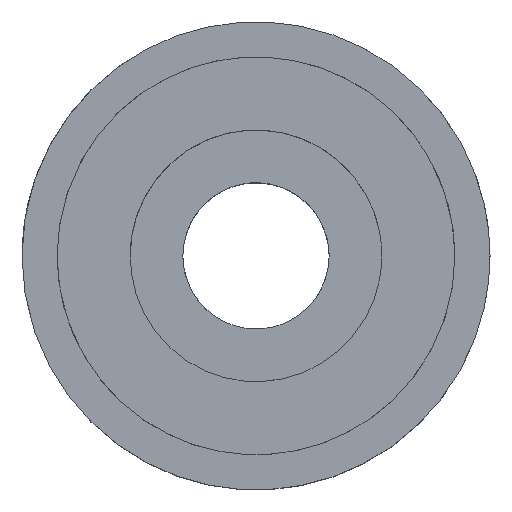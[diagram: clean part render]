
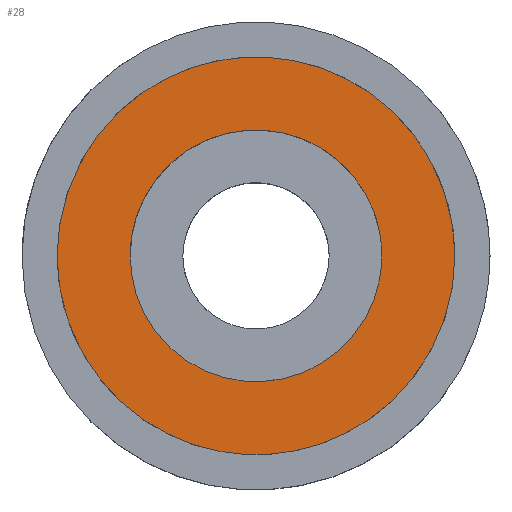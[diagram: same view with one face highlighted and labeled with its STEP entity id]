
A CAD part, top view. The second image highlights one B-rep face of the part: STEP entity #28.
In plain terms, the highlighted planar face has unit normal (0, 0, 1).
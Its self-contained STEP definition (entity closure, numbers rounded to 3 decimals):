
#15=FACE_BOUND('',#66,.T.);
#28=ADVANCED_FACE('',(#46,#15),#249,.T.);
#46=FACE_OUTER_BOUND('',#65,.T.);
#65=EDGE_LOOP('',(#112,#113));
#66=EDGE_LOOP('',(#114,#115));
#112=ORIENTED_EDGE('',*,*,#170,.T.);
#113=ORIENTED_EDGE('',*,*,#179,.T.);
#114=ORIENTED_EDGE('',*,*,#174,.F.);
#115=ORIENTED_EDGE('',*,*,#177,.F.);
#170=EDGE_CURVE('',#243,#242,#209,.T.);
#174=EDGE_CURVE('',#246,#247,#211,.T.);
#177=EDGE_CURVE('',#247,#246,#213,.T.);
#179=EDGE_CURVE('',#242,#243,#215,.T.);
#209=(
BOUNDED_CURVE()
B_SPLINE_CURVE(2,(#501,#502,#503,#504,#505),.UNSPECIFIED.,.F.,.F.)
B_SPLINE_CURVE_WITH_KNOTS((3,2,3),(-21.363,-10.681,
0.),.UNSPECIFIED.)
CURVE()
GEOMETRIC_REPRESENTATION_ITEM()
RATIONAL_B_SPLINE_CURVE((1.,0.707,1.,0.707,1.))
REPRESENTATION_ITEM('')
);
#211=(
BOUNDED_CURVE()
B_SPLINE_CURVE(2,(#515,#516,#517,#518,#519),.UNSPECIFIED.,.F.,.F.)
B_SPLINE_CURVE_WITH_KNOTS((3,2,3),(0.,6.754,13.509),
 .UNSPECIFIED.)
CURVE()
GEOMETRIC_REPRESENTATION_ITEM()
RATIONAL_B_SPLINE_CURVE((1.,0.707,1.,0.707,1.))
REPRESENTATION_ITEM('')
);
#213=(
BOUNDED_CURVE()
B_SPLINE_CURVE(2,(#527,#528,#529,#530,#531),.UNSPECIFIED.,.F.,.F.)
B_SPLINE_CURVE_WITH_KNOTS((3,2,3),(0.,6.754,13.509),
 .UNSPECIFIED.)
CURVE()
GEOMETRIC_REPRESENTATION_ITEM()
RATIONAL_B_SPLINE_CURVE((1.,0.707,1.,0.707,1.))
REPRESENTATION_ITEM('')
);
#215=(
BOUNDED_CURVE()
B_SPLINE_CURVE(2,(#537,#538,#539,#540,#541),.UNSPECIFIED.,.F.,.F.)
B_SPLINE_CURVE_WITH_KNOTS((3,2,3),(-21.363,-10.681,
0.),.UNSPECIFIED.)
CURVE()
GEOMETRIC_REPRESENTATION_ITEM()
RATIONAL_B_SPLINE_CURVE((1.,0.707,1.,0.707,1.))
REPRESENTATION_ITEM('')
);
#242=VERTEX_POINT('',#432);
#243=VERTEX_POINT('',#433);
#246=VERTEX_POINT('',#436);
#247=VERTEX_POINT('',#437);
#249=PLANE('',#362);
#362=AXIS2_PLACEMENT_3D('',#404,#383,$);
#383=DIRECTION('',(0.,0.,1.));
#404=CARTESIAN_POINT('',(65.579,908.631,374.07));
#432=CARTESIAN_POINT('',(80.539,916.791,374.07));
#433=CARTESIAN_POINT('',(66.939,916.791,374.07));
#436=CARTESIAN_POINT('',(78.039,916.791,374.07));
#437=CARTESIAN_POINT('',(69.439,916.791,374.07));
#501=CARTESIAN_POINT('',(66.939,916.791,374.07));
#502=CARTESIAN_POINT('',(66.939,909.991,374.07));
#503=CARTESIAN_POINT('',(73.739,909.991,374.07));
#504=CARTESIAN_POINT('',(80.539,909.991,374.07));
#505=CARTESIAN_POINT('',(80.539,916.791,374.07));
#515=CARTESIAN_POINT('',(78.039,916.791,374.07));
#516=CARTESIAN_POINT('',(78.039,921.091,374.07));
#517=CARTESIAN_POINT('',(73.739,921.091,374.07));
#518=CARTESIAN_POINT('',(69.439,921.091,374.07));
#519=CARTESIAN_POINT('',(69.439,916.791,374.07));
#527=CARTESIAN_POINT('',(69.439,916.791,374.07));
#528=CARTESIAN_POINT('',(69.439,912.491,374.07));
#529=CARTESIAN_POINT('',(73.739,912.491,374.07));
#530=CARTESIAN_POINT('',(78.039,912.491,374.07));
#531=CARTESIAN_POINT('',(78.039,916.791,374.07));
#537=CARTESIAN_POINT('',(80.539,916.791,374.07));
#538=CARTESIAN_POINT('',(80.539,923.591,374.07));
#539=CARTESIAN_POINT('',(73.739,923.591,374.07));
#540=CARTESIAN_POINT('',(66.939,923.591,374.07));
#541=CARTESIAN_POINT('',(66.939,916.791,374.07));
